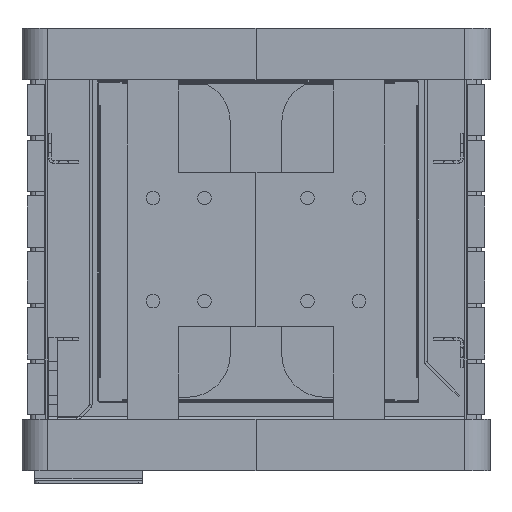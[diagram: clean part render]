
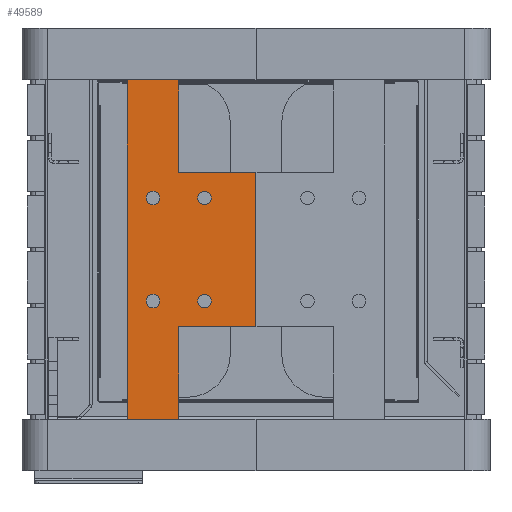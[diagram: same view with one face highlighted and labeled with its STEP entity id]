
A CAD part, front view. The second image highlights one B-rep face of the part: STEP entity #49589.
In plain terms, the highlighted face is planar.
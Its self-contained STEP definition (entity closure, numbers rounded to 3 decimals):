
#719 = LINE ( 'NONE', #24585, #40518 ) ;
#2129 = AXIS2_PLACEMENT_3D ( 'NONE', #73181, #50415, #38293 ) ;
#2413 = CARTESIAN_POINT ( 'NONE',  ( -120., 0., 90. ) ) ;
#2538 = ORIENTED_EDGE ( 'NONE', *, *, #77391, .T. ) ;
#3093 = AXIS2_PLACEMENT_3D ( 'NONE', #46085, #23715, #28467 ) ;
#3323 = VERTEX_POINT ( 'NONE', #24439 ) ;
#3764 = ORIENTED_EDGE ( 'NONE', *, *, #11548, .F. ) ;
#4160 = DIRECTION ( 'NONE',  ( -1., 0., 0. ) ) ;
#4878 = AXIS2_PLACEMENT_3D ( 'NONE', #23555, #72549, #12582 ) ;
#4958 = LINE ( 'NONE', #76618, #48447 ) ;
#5268 = ORIENTED_EDGE ( 'NONE', *, *, #60898, .T. ) ;
#5771 = CARTESIAN_POINT ( 'NONE',  ( 0., 0., -60. ) ) ;
#5996 = DIRECTION ( 'NONE',  ( 1., 0., 0. ) ) ;
#6244 = EDGE_LOOP ( 'NONE', ( #67222, #27149 ) ) ;
#6729 = CARTESIAN_POINT ( 'NONE',  ( -60., 0., -52. ) ) ;
#7069 = EDGE_CURVE ( 'NONE', #48605, #66054, #26272, .T. ) ;
#7080 = VECTOR ( 'NONE', #31380, 1000. ) ;
#7412 = ORIENTED_EDGE ( 'NONE', *, *, #64833, .F. ) ;
#8455 = CARTESIAN_POINT ( 'NONE',  ( -60., 0., -60. ) ) ;
#8896 = CARTESIAN_POINT ( 'NONE',  ( -60., 0., -60. ) ) ;
#9337 = AXIS2_PLACEMENT_3D ( 'NONE', #33784, #28674, #22373 ) ;
#9593 = CIRCLE ( 'NONE', #2129, 8. ) ;
#10923 = AXIS2_PLACEMENT_3D ( 'NONE', #12360, #54262, #42126 ) ;
#11218 = FACE_BOUND ( 'NONE', #57425, .T. ) ;
#11548 = EDGE_CURVE ( 'NONE', #25924, #32393, #9593, .T. ) ;
#12360 = CARTESIAN_POINT ( 'NONE',  ( 0., 0., 60. ) ) ;
#12582 = DIRECTION ( 'NONE',  ( 0., 0., 1. ) ) ;
#13550 = EDGE_CURVE ( 'NONE', #61456, #19323, #61173, .T. ) ;
#13907 = CARTESIAN_POINT ( 'NONE',  ( -60., 0., 68. ) ) ;
#13993 = DIRECTION ( 'NONE',  ( 0., 0., 1. ) ) ;
#14461 = VECTOR ( 'NONE', #5996, 1000. ) ;
#15575 = VECTOR ( 'NONE', #23215, 1000. ) ;
#15791 = LINE ( 'NONE', #33847, #41668 ) ;
#15975 = ORIENTED_EDGE ( 'NONE', *, *, #69078, .T. ) ;
#16867 = CIRCLE ( 'NONE', #19397, 8. ) ;
#18415 = CARTESIAN_POINT ( 'NONE',  ( -30., 0., 197.5 ) ) ;
#18652 = DIRECTION ( 'NONE',  ( 0., 0., 1. ) ) ;
#18912 = AXIS2_PLACEMENT_3D ( 'NONE', #5771, #36669, #18652 ) ;
#19323 = VERTEX_POINT ( 'NONE', #65042 ) ;
#19397 = AXIS2_PLACEMENT_3D ( 'NONE', #39494, #73642, #33232 ) ;
#19483 = DIRECTION ( 'NONE',  ( -1., 0., 0. ) ) ;
#20099 = VERTEX_POINT ( 'NONE', #37107 ) ;
#20197 = DIRECTION ( 'NONE',  ( 0., 0., -1. ) ) ;
#21000 = DIRECTION ( 'NONE',  ( 0., 1., 0. ) ) ;
#21136 = EDGE_LOOP ( 'NONE', ( #7412, #3764 ) ) ;
#22037 = VECTOR ( 'NONE', #20197, 1000. ) ;
#22198 = EDGE_CURVE ( 'NONE', #64991, #75723, #53141, .T. ) ;
#22373 = DIRECTION ( 'NONE',  ( 0., 0., 1. ) ) ;
#23167 = EDGE_CURVE ( 'NONE', #60092, #52785, #52973, .T. ) ;
#23215 = DIRECTION ( 'NONE',  ( 0., 0., 1. ) ) ;
#23555 = CARTESIAN_POINT ( 'NONE',  ( -60., 0., 60. ) ) ;
#23715 = DIRECTION ( 'NONE',  ( 0., -1., 0. ) ) ;
#24439 = CARTESIAN_POINT ( 'NONE',  ( -30., 0., 90. ) ) ;
#24585 = CARTESIAN_POINT ( 'NONE',  ( -30., 0., -197.5 ) ) ;
#25008 = EDGE_CURVE ( 'NONE', #19323, #61456, #16867, .T. ) ;
#25924 = VERTEX_POINT ( 'NONE', #63503 ) ;
#26272 = LINE ( 'NONE', #43898, #7080 ) ;
#26508 = DIRECTION ( 'NONE',  ( 0., 0., 1. ) ) ;
#26752 = ORIENTED_EDGE ( 'NONE', *, *, #28845, .F. ) ;
#26798 = ORIENTED_EDGE ( 'NONE', *, *, #56436, .T. ) ;
#26819 = DIRECTION ( 'NONE',  ( 0., 1., 0. ) ) ;
#27149 = ORIENTED_EDGE ( 'NONE', *, *, #43630, .F. ) ;
#27280 = CARTESIAN_POINT ( 'NONE',  ( -60., 0., -68. ) ) ;
#28467 = DIRECTION ( 'NONE',  ( 0., 0., -1. ) ) ;
#28674 = DIRECTION ( 'NONE',  ( 0., 1., 0. ) ) ;
#28736 = CIRCLE ( 'NONE', #33711, 8. ) ;
#28845 = EDGE_CURVE ( 'NONE', #75723, #64991, #57230, .T. ) ;
#29087 = CARTESIAN_POINT ( 'NONE',  ( 30., 0., 90. ) ) ;
#29608 = FACE_OUTER_BOUND ( 'NONE', #62239, .T. ) ;
#31380 = DIRECTION ( 'NONE',  ( 1., 0., 0. ) ) ;
#31896 = ORIENTED_EDGE ( 'NONE', *, *, #51942, .T. ) ;
#32030 = VERTEX_POINT ( 'NONE', #55380 ) ;
#32289 = ORIENTED_EDGE ( 'NONE', *, *, #41628, .T. ) ;
#32393 = VERTEX_POINT ( 'NONE', #57701 ) ;
#33232 = DIRECTION ( 'NONE',  ( 0., 0., 1. ) ) ;
#33711 = AXIS2_PLACEMENT_3D ( 'NONE', #8896, #21000, #26508 ) ;
#33784 = CARTESIAN_POINT ( 'NONE',  ( 0., 0., 60. ) ) ;
#33847 = CARTESIAN_POINT ( 'NONE',  ( -30., 0., 197.5 ) ) ;
#36669 = DIRECTION ( 'NONE',  ( 0., 1., 0. ) ) ;
#37107 = CARTESIAN_POINT ( 'NONE',  ( 30., 0., -197.5 ) ) ;
#37732 = ORIENTED_EDGE ( 'NONE', *, *, #48043, .T. ) ;
#38293 = DIRECTION ( 'NONE',  ( 0., 0., 1. ) ) ;
#38330 = VERTEX_POINT ( 'NONE', #45152 ) ;
#38612 = ORIENTED_EDGE ( 'NONE', *, *, #7069, .T. ) ;
#39494 = CARTESIAN_POINT ( 'NONE',  ( -60., 0., 60. ) ) ;
#40468 = DIRECTION ( 'NONE',  ( 0., 0., 1. ) ) ;
#40518 = VECTOR ( 'NONE', #19483, 1000. ) ;
#41270 = VECTOR ( 'NONE', #13993, 1000. ) ;
#41628 = EDGE_CURVE ( 'NONE', #66054, #20099, #61755, .T. ) ;
#41668 = VECTOR ( 'NONE', #40468, 1000. ) ;
#41678 = ORIENTED_EDGE ( 'NONE', *, *, #25008, .F. ) ;
#42126 = DIRECTION ( 'NONE',  ( 0., 0., 1. ) ) ;
#43630 = EDGE_CURVE ( 'NONE', #52785, #60092, #28736, .T. ) ;
#43898 = CARTESIAN_POINT ( 'NONE',  ( -30., 0., 197.5 ) ) ;
#44506 = CARTESIAN_POINT ( 'NONE',  ( 30., 0., 197.5 ) ) ;
#45152 = CARTESIAN_POINT ( 'NONE',  ( -120., 0., -90. ) ) ;
#46085 = CARTESIAN_POINT ( 'NONE',  ( 0., 0., 0. ) ) ;
#46840 = FACE_BOUND ( 'NONE', #21136, .T. ) ;
#47245 = FACE_BOUND ( 'NONE', #6244, .T. ) ;
#48043 = EDGE_CURVE ( 'NONE', #32030, #56889, #15791, .T. ) ;
#48447 = VECTOR ( 'NONE', #4160, 1000. ) ;
#48605 = VERTEX_POINT ( 'NONE', #18415 ) ;
#49187 = CARTESIAN_POINT ( 'NONE',  ( 0., 0., 52. ) ) ;
#49589 = ADVANCED_FACE ( 'NONE', ( #47245, #58239, #11218, #46840, #29608 ), #53523, .F. ) ;
#50052 = LINE ( 'NONE', #56688, #41270 ) ;
#50415 = DIRECTION ( 'NONE',  ( 0., 1., 0. ) ) ;
#51452 = CARTESIAN_POINT ( 'NONE',  ( -30., 0., -90. ) ) ;
#51942 = EDGE_CURVE ( 'NONE', #75780, #3323, #77321, .T. ) ;
#52643 = LINE ( 'NONE', #76546, #15575 ) ;
#52785 = VERTEX_POINT ( 'NONE', #27280 ) ;
#52973 = CIRCLE ( 'NONE', #62972, 8. ) ;
#53008 = CARTESIAN_POINT ( 'NONE',  ( 30., 0., 197.5 ) ) ;
#53141 = CIRCLE ( 'NONE', #9337, 8. ) ;
#53523 = PLANE ( 'NONE',  #3093 ) ;
#54262 = DIRECTION ( 'NONE',  ( 0., 1., 0. ) ) ;
#55380 = CARTESIAN_POINT ( 'NONE',  ( -30., 0., -197.5 ) ) ;
#56436 = EDGE_CURVE ( 'NONE', #56889, #38330, #4958, .T. ) ;
#56688 = CARTESIAN_POINT ( 'NONE',  ( -30., 0., 197.5 ) ) ;
#56889 = VERTEX_POINT ( 'NONE', #51452 ) ;
#57230 = CIRCLE ( 'NONE', #10923, 8. ) ;
#57425 = EDGE_LOOP ( 'NONE', ( #26752, #74632 ) ) ;
#57701 = CARTESIAN_POINT ( 'NONE',  ( 0., 0., -52. ) ) ;
#58239 = FACE_BOUND ( 'NONE', #60832, .T. ) ;
#60092 = VERTEX_POINT ( 'NONE', #6729 ) ;
#60719 = ORIENTED_EDGE ( 'NONE', *, *, #13550, .F. ) ;
#60832 = EDGE_LOOP ( 'NONE', ( #60719, #41678 ) ) ;
#60898 = EDGE_CURVE ( 'NONE', #3323, #48605, #50052, .T. ) ;
#61173 = CIRCLE ( 'NONE', #4878, 8. ) ;
#61456 = VERTEX_POINT ( 'NONE', #13907 ) ;
#61717 = DIRECTION ( 'NONE',  ( 0., 0., 1. ) ) ;
#61755 = LINE ( 'NONE', #44506, #22037 ) ;
#62239 = EDGE_LOOP ( 'NONE', ( #37732, #26798, #2538, #31896, #5268, #38612, #32289, #15975 ) ) ;
#62972 = AXIS2_PLACEMENT_3D ( 'NONE', #8455, #26819, #61717 ) ;
#63503 = CARTESIAN_POINT ( 'NONE',  ( 0., 0., -68. ) ) ;
#64833 = EDGE_CURVE ( 'NONE', #32393, #25924, #65190, .T. ) ;
#64991 = VERTEX_POINT ( 'NONE', #49187 ) ;
#65042 = CARTESIAN_POINT ( 'NONE',  ( -60., 0., 52. ) ) ;
#65190 = CIRCLE ( 'NONE', #18912, 8. ) ;
#66054 = VERTEX_POINT ( 'NONE', #53008 ) ;
#67222 = ORIENTED_EDGE ( 'NONE', *, *, #23167, .F. ) ;
#67804 = CARTESIAN_POINT ( 'NONE',  ( 0., 0., 68. ) ) ;
#69078 = EDGE_CURVE ( 'NONE', #20099, #32030, #719, .T. ) ;
#72549 = DIRECTION ( 'NONE',  ( 0., 1., 0. ) ) ;
#73181 = CARTESIAN_POINT ( 'NONE',  ( 0., 0., -60. ) ) ;
#73642 = DIRECTION ( 'NONE',  ( 0., 1., 0. ) ) ;
#74632 = ORIENTED_EDGE ( 'NONE', *, *, #22198, .F. ) ;
#75723 = VERTEX_POINT ( 'NONE', #67804 ) ;
#75780 = VERTEX_POINT ( 'NONE', #2413 ) ;
#76546 = CARTESIAN_POINT ( 'NONE',  ( -120., 0., -90. ) ) ;
#76618 = CARTESIAN_POINT ( 'NONE',  ( 30., 0., -90. ) ) ;
#77321 = LINE ( 'NONE', #29087, #14461 ) ;
#77391 = EDGE_CURVE ( 'NONE', #38330, #75780, #52643, .T. ) ;
